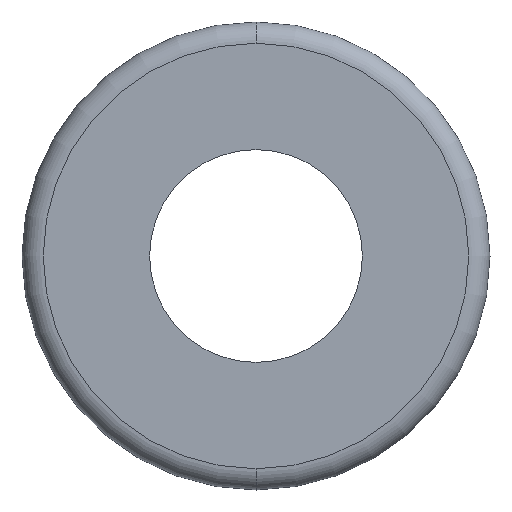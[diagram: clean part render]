
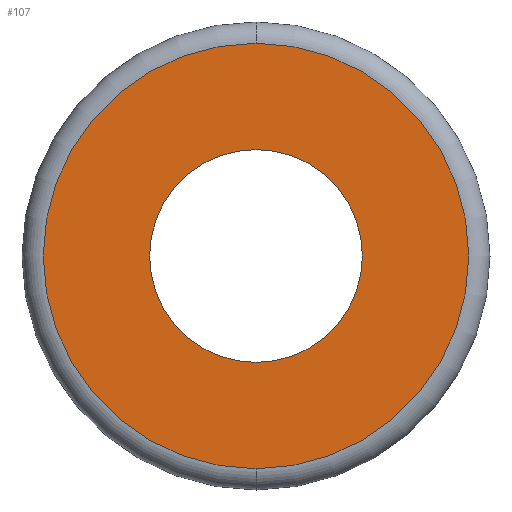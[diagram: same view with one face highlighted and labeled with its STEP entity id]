
A CAD part, front view. The second image highlights one B-rep face of the part: STEP entity #107.
In plain terms, the highlighted planar face has unit normal (0, -1, 0).
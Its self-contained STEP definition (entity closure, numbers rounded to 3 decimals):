
#1 = AXIS2_PLACEMENT_3D ( 'NONE', #551, #456, #460 ) ;
#29 = EDGE_CURVE ( 'NONE', #665, #75, #155, .T. ) ;
#52 = EDGE_CURVE ( 'NONE', #75, #665, #74, .T. ) ;
#61 = EDGE_CURVE ( 'NONE', #82, #85, #642, .T. ) ;
#74 = CIRCLE ( 'NONE', #397, 5. ) ;
#75 = VERTEX_POINT ( 'NONE', #226 ) ;
#81 = CIRCLE ( 'NONE', #1, 2.5 ) ;
#82 = VERTEX_POINT ( 'NONE', #310 ) ;
#85 = VERTEX_POINT ( 'NONE', #485 ) ;
#87 = CARTESIAN_POINT ( 'NONE',  ( 0., 0., -5. ) ) ;
#91 = ORIENTED_EDGE ( 'NONE', *, *, #52, .F. ) ;
#107 = ADVANCED_FACE ( 'NONE', ( #525, #211 ), #483, .F. ) ;
#110 = ORIENTED_EDGE ( 'NONE', *, *, #61, .T. ) ;
#125 = AXIS2_PLACEMENT_3D ( 'NONE', #278, #274, #418 ) ;
#155 = CIRCLE ( 'NONE', #410, 5. ) ;
#180 = CARTESIAN_POINT ( 'NONE',  ( 0., 0., 0. ) ) ;
#210 = ORIENTED_EDGE ( 'NONE', *, *, #398, .T. ) ;
#211 = FACE_OUTER_BOUND ( 'NONE', #421, .T. ) ;
#226 = CARTESIAN_POINT ( 'NONE',  ( 0., 0., 5. ) ) ;
#268 = CARTESIAN_POINT ( 'NONE',  ( 0., 0., 0. ) ) ;
#272 = AXIS2_PLACEMENT_3D ( 'NONE', #180, #475, #479 ) ;
#274 = DIRECTION ( 'NONE',  ( 0., 1., 0. ) ) ;
#278 = CARTESIAN_POINT ( 'NONE',  ( 0., 0., 0. ) ) ;
#310 = CARTESIAN_POINT ( 'NONE',  ( 0., 0., -2.5 ) ) ;
#397 = AXIS2_PLACEMENT_3D ( 'NONE', #578, #577, #560 ) ;
#398 = EDGE_CURVE ( 'NONE', #85, #82, #81, .T. ) ;
#410 = AXIS2_PLACEMENT_3D ( 'NONE', #268, #588, #668 ) ;
#418 = DIRECTION ( 'NONE',  ( 0., 0., 1. ) ) ;
#421 = EDGE_LOOP ( 'NONE', ( #91, #513 ) ) ;
#444 = EDGE_LOOP ( 'NONE', ( #210, #110 ) ) ;
#456 = DIRECTION ( 'NONE',  ( 0., 1., 0. ) ) ;
#460 = DIRECTION ( 'NONE',  ( 0., 0., 1. ) ) ;
#475 = DIRECTION ( 'NONE',  ( 0., 1., 0. ) ) ;
#479 = DIRECTION ( 'NONE',  ( 0., 0., 1. ) ) ;
#483 = PLANE ( 'NONE',  #272 ) ;
#485 = CARTESIAN_POINT ( 'NONE',  ( 0., 0., 2.5 ) ) ;
#513 = ORIENTED_EDGE ( 'NONE', *, *, #29, .F. ) ;
#525 = FACE_BOUND ( 'NONE', #444, .T. ) ;
#551 = CARTESIAN_POINT ( 'NONE',  ( 0., 0., 0. ) ) ;
#560 = DIRECTION ( 'NONE',  ( 0., 0., 1. ) ) ;
#577 = DIRECTION ( 'NONE',  ( 0., 1., 0. ) ) ;
#578 = CARTESIAN_POINT ( 'NONE',  ( 0., 0., 0. ) ) ;
#588 = DIRECTION ( 'NONE',  ( 0., 1., 0. ) ) ;
#642 = CIRCLE ( 'NONE', #125, 2.5 ) ;
#665 = VERTEX_POINT ( 'NONE', #87 ) ;
#668 = DIRECTION ( 'NONE',  ( 0., 0., 1. ) ) ;
